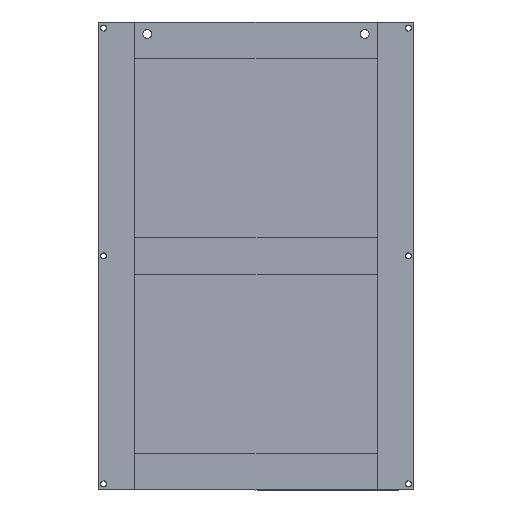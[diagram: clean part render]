
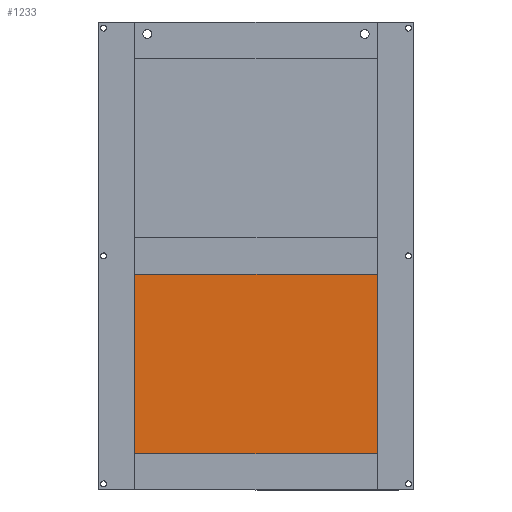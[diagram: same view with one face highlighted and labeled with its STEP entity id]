
A CAD part, top view. The second image highlights one B-rep face of the part: STEP entity #1233.
In plain terms, the highlighted planar face has unit normal (0, 0, 1).
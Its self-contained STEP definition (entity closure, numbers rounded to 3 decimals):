
#47 = CARTESIAN_POINT ( 'NONE',  ( 221., -10., 0. ) ) ;
#93 = CARTESIAN_POINT ( 'NONE',  ( -221., -347.5, 0. ) ) ;
#124 = PLANE ( 'NONE',  #202 ) ;
#166 = CARTESIAN_POINT ( 'NONE',  ( -221., -10., 0. ) ) ;
#202 = AXIS2_PLACEMENT_3D ( 'NONE', #2371, #2877, #1359 ) ;
#225 = LINE ( 'NONE', #564, #1013 ) ;
#237 = CARTESIAN_POINT ( 'NONE',  ( 221., -347.5, 0. ) ) ;
#239 = CARTESIAN_POINT ( 'NONE',  ( 221., -10., 0. ) ) ;
#306 = VERTEX_POINT ( 'NONE', #166 ) ;
#334 = DIRECTION ( 'NONE',  ( -1., 0., 0. ) ) ;
#452 = VERTEX_POINT ( 'NONE', #237 ) ;
#564 = CARTESIAN_POINT ( 'NONE',  ( 221., -347.5, 0. ) ) ;
#581 = EDGE_CURVE ( 'NONE', #306, #2923, #3056, .T. ) ;
#726 = ORIENTED_EDGE ( 'NONE', *, *, #2347, .F. ) ;
#820 = DIRECTION ( 'NONE',  ( 1., 0., 0. ) ) ;
#1013 = VECTOR ( 'NONE', #334, 1000. ) ;
#1035 = DIRECTION ( 'NONE',  ( 0., -1., 0. ) ) ;
#1233 = ADVANCED_FACE ( 'NONE', ( #3018 ), #124, .T. ) ;
#1267 = EDGE_LOOP ( 'NONE', ( #726, #2688, #2570, #2363 ) ) ;
#1359 = DIRECTION ( 'NONE',  ( 1., 0., 0. ) ) ;
#1374 = VECTOR ( 'NONE', #1035, 1000. ) ;
#1536 = LINE ( 'NONE', #93, #1936 ) ;
#1566 = VECTOR ( 'NONE', #820, 1000. ) ;
#1753 = EDGE_CURVE ( 'NONE', #452, #2206, #225, .T. ) ;
#1877 = DIRECTION ( 'NONE',  ( 0., 1., 0. ) ) ;
#1936 = VECTOR ( 'NONE', #1877, 1000. ) ;
#2206 = VERTEX_POINT ( 'NONE', #3055 ) ;
#2263 = CARTESIAN_POINT ( 'NONE',  ( 221., -347.5, 0. ) ) ;
#2347 = EDGE_CURVE ( 'NONE', #2206, #306, #1536, .T. ) ;
#2363 = ORIENTED_EDGE ( 'NONE', *, *, #581, .F. ) ;
#2371 = CARTESIAN_POINT ( 'NONE',  ( 0., 0., 0. ) ) ;
#2570 = ORIENTED_EDGE ( 'NONE', *, *, #2987, .F. ) ;
#2688 = ORIENTED_EDGE ( 'NONE', *, *, #1753, .F. ) ;
#2721 = LINE ( 'NONE', #2263, #1374 ) ;
#2877 = DIRECTION ( 'NONE',  ( 0., 0., 1. ) ) ;
#2923 = VERTEX_POINT ( 'NONE', #239 ) ;
#2987 = EDGE_CURVE ( 'NONE', #2923, #452, #2721, .T. ) ;
#3018 = FACE_OUTER_BOUND ( 'NONE', #1267, .T. ) ;
#3055 = CARTESIAN_POINT ( 'NONE',  ( -221., -347.5, 0. ) ) ;
#3056 = LINE ( 'NONE', #47, #1566 ) ;
